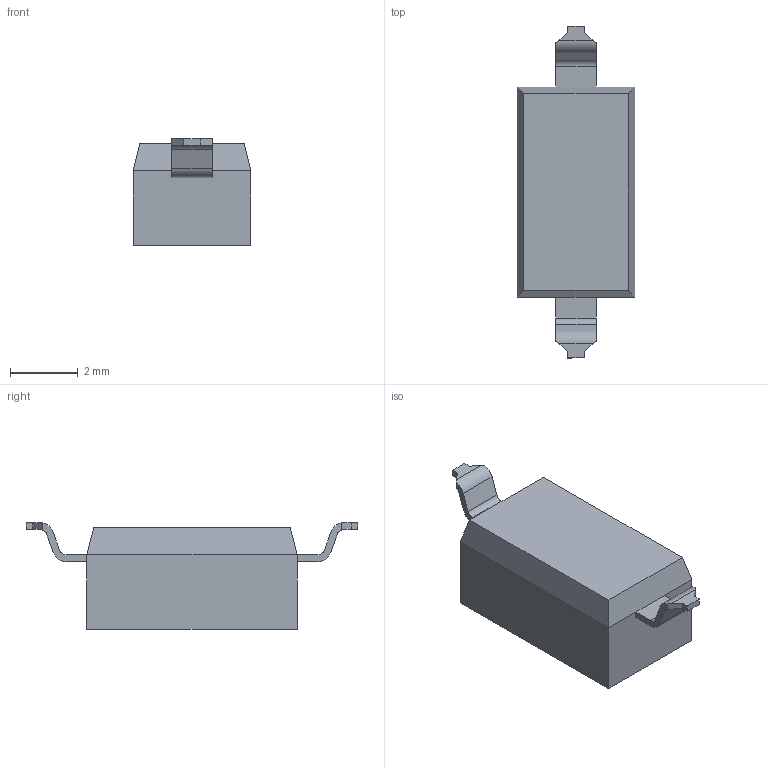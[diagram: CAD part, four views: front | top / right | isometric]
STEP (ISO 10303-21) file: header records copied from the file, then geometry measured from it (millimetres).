
FILE_DESCRIPTION (( 'STEP AP214' ), '1' );
FILE_NAME ('DMR-01-T-V-TR.STEP', '2022-12-09T11:07:51', ( '' ), ( '' ), 'SwSTEP 2.0', 'SolidWorks 2022', '' );
FILE_SCHEMA (( 'AUTOMOTIVE_DESIGN' ));
Length unit declared in the file: millimetre
Products named in the file (1): DMR-01-T-V-TR
Bounding box: 3.48 x 9.8 x 3.15 mm (x, y, z)
Volume: 62.3 mm3; surface area: 117.5 mm2
Topology: 1 solids, 1 shells, 119 faces, 325 edges, 214 vertices
Faces by surface type: plane 111, cylinder 8
Entity records: 4319 total; most frequent: CARTESIAN_POINT 683, ORIENTED_EDGE 650, DIRECTION 573, EDGE_CURVE 325, VECTOR 301, LINE 301, VERTEX_POINT 214, AXIS2_PLACEMENT_3D 136
